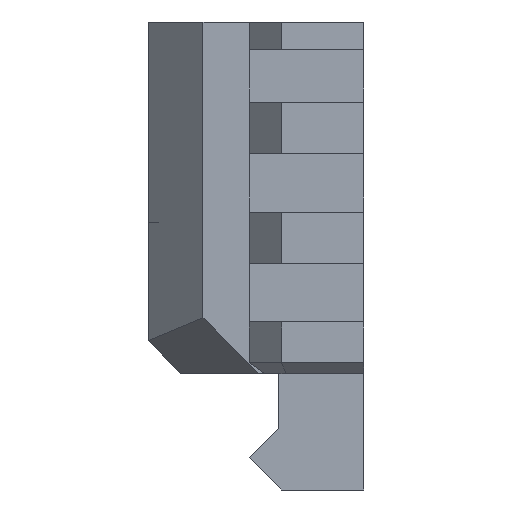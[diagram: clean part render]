
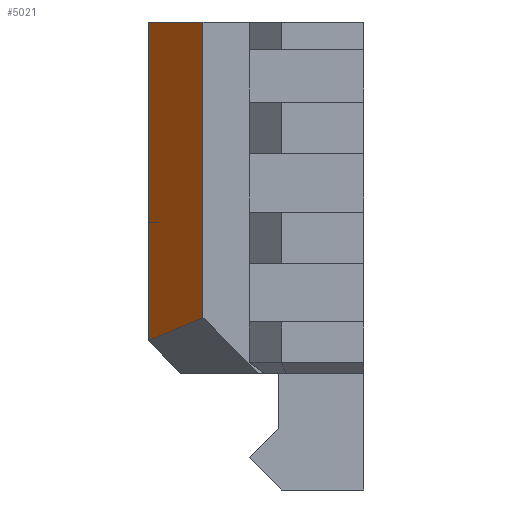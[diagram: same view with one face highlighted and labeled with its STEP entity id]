
A CAD part, front view. The second image highlights one B-rep face of the part: STEP entity #5021.
In plain terms, the highlighted planar face has unit normal (-0.707, -0.707, 0).
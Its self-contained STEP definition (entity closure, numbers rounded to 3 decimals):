
#211=CARTESIAN_POINT('',(-19.65,-35.,72.));
#212=VERTEX_POINT('',#211);
#219=CARTESIAN_POINT('',(-14.65,-40.,72.));
#220=VERTEX_POINT('',#219);
#221=CARTESIAN_POINT('',(-19.65,-35.,72.));
#222=DIRECTION('',(0.707,-0.707,0.));
#223=VECTOR('',#222,7.071);
#224=LINE('',#221,#223);
#225=EDGE_CURVE('',#212,#220,#224,.T.);
#877=CARTESIAN_POINT('',(-19.65,-35.,43.));
#878=VERTEX_POINT('',#877);
#885=CARTESIAN_POINT('',(-19.65,-35.,53.757));
#886=VERTEX_POINT('',#885);
#887=CARTESIAN_POINT('',(-19.65,-35.,43.));
#888=DIRECTION('',(0.,0.,1.));
#889=VECTOR('',#888,10.757);
#890=LINE('',#887,#889);
#891=EDGE_CURVE('',#878,#886,#890,.T.);
#4005=CARTESIAN_POINT('',(-14.65,-40.,45.071));
#4006=VERTEX_POINT('',#4005);
#4007=CARTESIAN_POINT('',(-14.65,-40.,72.));
#4008=DIRECTION('',(0.,0.,-1.));
#4009=VECTOR('',#4008,26.929);
#4010=LINE('',#4007,#4009);
#4011=EDGE_CURVE('',#220,#4006,#4010,.T.);
#4999=CARTESIAN_POINT('',(-19.65,-35.,0.));
#5000=DIRECTION('',(0.707,0.707,0.));
#5001=DIRECTION('',(0.,0.,1.));
#5002=AXIS2_PLACEMENT_3D('',#4999,#5000,#5001);
#5003=PLANE('',#5002);
#5004=ORIENTED_EDGE('',*,*,#225,.F.);
#5005=CARTESIAN_POINT('',(-19.65,-35.,72.));
#5006=DIRECTION('',(0.,0.,-1.));
#5007=VECTOR('',#5006,18.243);
#5008=LINE('',#5005,#5007);
#5009=EDGE_CURVE('',#212,#886,#5008,.T.);
#5010=ORIENTED_EDGE('',*,*,#5009,.T.);
#5011=ORIENTED_EDGE('',*,*,#891,.F.);
#5012=CARTESIAN_POINT('',(-14.65,-40.,45.071));
#5013=DIRECTION('',(-0.679,0.679,-0.281));
#5014=VECTOR('',#5013,7.368);
#5015=LINE('',#5012,#5014);
#5016=EDGE_CURVE('',#4006,#878,#5015,.T.);
#5017=ORIENTED_EDGE('',*,*,#5016,.F.);
#5018=ORIENTED_EDGE('',*,*,#4011,.F.);
#5019=EDGE_LOOP('',(#5004,#5010,#5011,#5017,#5018));
#5020=FACE_BOUND('',#5019,.T.);
#5021=ADVANCED_FACE('',(#5020),#5003,.F.);
